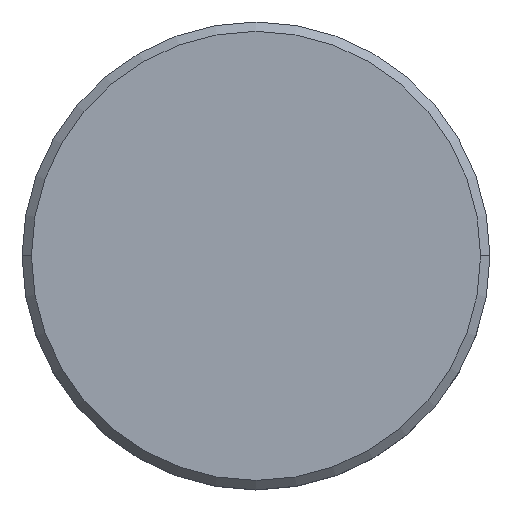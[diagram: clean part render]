
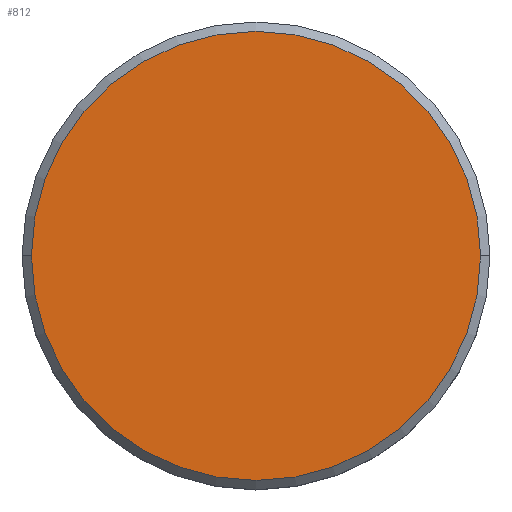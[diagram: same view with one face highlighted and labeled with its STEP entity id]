
A CAD part, top view. The second image highlights one B-rep face of the part: STEP entity #812.
In plain terms, the highlighted planar face has unit normal (0, 0, 1).
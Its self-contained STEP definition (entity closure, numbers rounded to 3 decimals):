
#68 = DIRECTION ( 'NONE',  ( 0., 0., 1. ) ) ;
#110 = CARTESIAN_POINT ( 'NONE',  ( -12., 0., 0. ) ) ;
#217 = AXIS2_PLACEMENT_3D ( 'NONE', #990, #883, #424 ) ;
#273 = CIRCLE ( 'NONE', #373, 12. ) ;
#280 = ORIENTED_EDGE ( 'NONE', *, *, #752, .T. ) ;
#334 = VERTEX_POINT ( 'NONE', #446 ) ;
#373 = AXIS2_PLACEMENT_3D ( 'NONE', #615, #538, #1152 ) ;
#389 = AXIS2_PLACEMENT_3D ( 'NONE', #800, #68, #435 ) ;
#391 = EDGE_CURVE ( 'NONE', #334, #953, #273, .T. ) ;
#424 = DIRECTION ( 'NONE',  ( 1., 0., 0. ) ) ;
#435 = DIRECTION ( 'NONE',  ( 1., 0., 0. ) ) ;
#446 = CARTESIAN_POINT ( 'NONE',  ( 12., 0., 0. ) ) ;
#537 = FACE_OUTER_BOUND ( 'NONE', #694, .T. ) ;
#538 = DIRECTION ( 'NONE',  ( 0., 0., 1. ) ) ;
#615 = CARTESIAN_POINT ( 'NONE',  ( 0., 0., 0. ) ) ;
#694 = EDGE_LOOP ( 'NONE', ( #280, #775 ) ) ;
#752 = EDGE_CURVE ( 'NONE', #953, #334, #1156, .T. ) ;
#775 = ORIENTED_EDGE ( 'NONE', *, *, #391, .T. ) ;
#800 = CARTESIAN_POINT ( 'NONE',  ( 0., 0., 0. ) ) ;
#812 = ADVANCED_FACE ( 'NONE', ( #537 ), #1081, .T. ) ;
#883 = DIRECTION ( 'NONE',  ( 0., 0., 1. ) ) ;
#953 = VERTEX_POINT ( 'NONE', #110 ) ;
#990 = CARTESIAN_POINT ( 'NONE',  ( 0., 0., 0. ) ) ;
#1081 = PLANE ( 'NONE',  #217 ) ;
#1152 = DIRECTION ( 'NONE',  ( 1., 0., 0. ) ) ;
#1156 = CIRCLE ( 'NONE', #389, 12. ) ;
